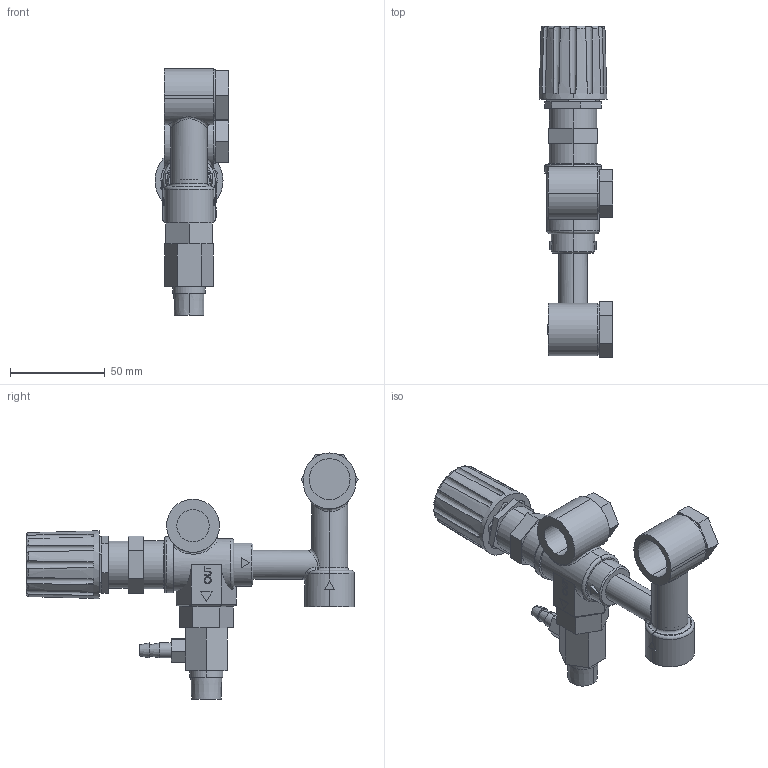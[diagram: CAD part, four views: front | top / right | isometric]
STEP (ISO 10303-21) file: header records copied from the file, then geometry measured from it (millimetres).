
FILE_DESCRIPTION (( 'STEP AP214' ), '1' );
FILE_NAME ('7850.STEP', '2015-03-31T18:58:40', ( '' ), ( '' ), 'SwSTEP 2.0', 'SolidWorks 2015', '' );
FILE_SCHEMA (( 'AUTOMOTIVE_DESIGN' ));
Length unit declared in the file: inch
Products named in the file (1): 7850
Bounding box: 39.01 x 175.1 x 129.79 mm (x, y, z)
Volume: 148603.3 mm3; surface area: 36598.8 mm2
Topology: 1 solids, 1 shells, 414 faces, 1027 edges, 650 vertices
Faces by surface type: plane 243, cylinder 57, cone 50, bspline 38, torus 24, sphere 2
Entity records: 18380 total; most frequent: CARTESIAN_POINT 6712, ORIENTED_EDGE 2054, DIRECTION 1834, EDGE_CURVE 1027, VERTEX_POINT 650, AXIS2_PLACEMENT_3D 624, LINE 586, VECTOR 586
